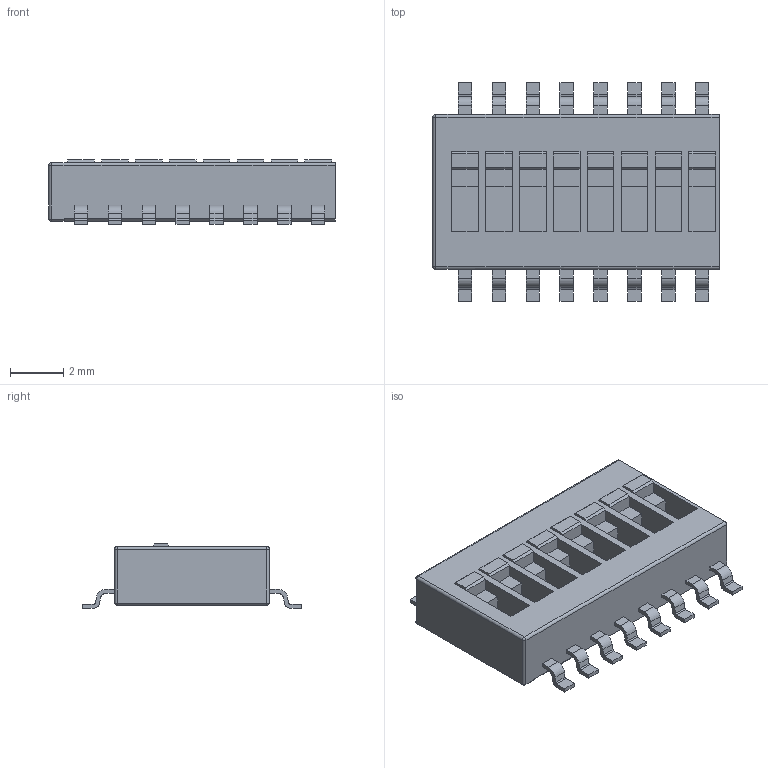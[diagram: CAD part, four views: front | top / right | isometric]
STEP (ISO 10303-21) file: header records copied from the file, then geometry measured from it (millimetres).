
FILE_DESCRIPTION(('FreeCAD Model'),'2;1');
FILE_NAME('sw_dip8_1.27pitch.step','2016-10-10T18:01:12',('Author'),(''), 'Open CASCADE STEP processor 6.8','FreeCAD','Unknown');
FILE_SCHEMA(('AUTOMOTIVE_DESIGN_CC2 { 1 2 10303 214 -1 1 5 4 }'));
Length unit declared in the file: millimetre
Products named in the file (2): ASSEMBLY; sw_dip8
Assembly tree (1 placements, depth 2):
  ASSEMBLY
    sw_dip8
Bounding box: 10.73 x 8.2 x 2.4 mm (x, y, z)
Volume: 123.1 mm3; surface area: 276.2 mm2
Topology: 1 solids, 1 shells, 334 faces, 934 edges, 624 vertices
Faces by surface type: plane 261, cylinder 69, cone 2, sphere 2
Entity records: 32496 total; most frequent: CARTESIAN_POINT 11978, DIRECTION 3216, LINE 2194, VECTOR 2194, ORIENTED_EDGE 1864, PCURVE 1864, DEFINITIONAL_REPRESENTATION 1864, EDGE_CURVE 932
